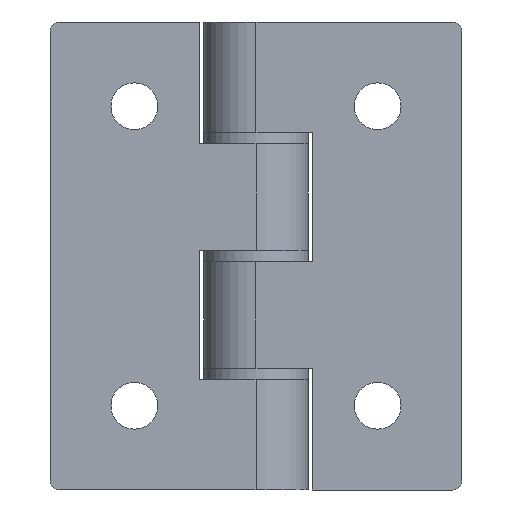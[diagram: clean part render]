
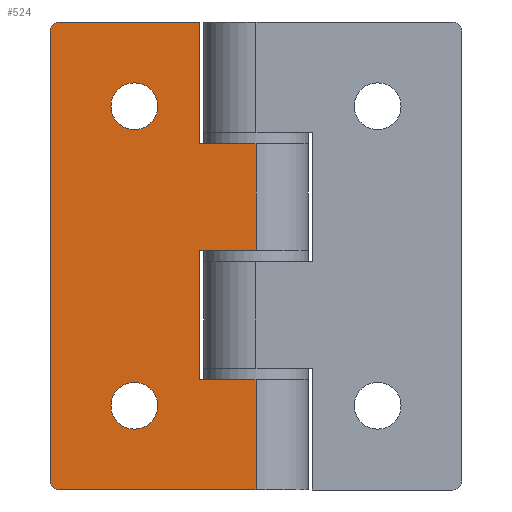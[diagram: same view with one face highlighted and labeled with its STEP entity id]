
A CAD part, front view. The second image highlights one B-rep face of the part: STEP entity #524.
In plain terms, the highlighted planar face has unit normal (0, -1, 0).
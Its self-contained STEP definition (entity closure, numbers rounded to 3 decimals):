
#60=FACE_BOUND('',#153,.T.);
#61=FACE_BOUND('',#154,.T.);
#76=PLANE('',#584);
#108=FACE_OUTER_BOUND('',#152,.T.);
#152=EDGE_LOOP('',(#453,#454,#455,#456,#457,#458,#459,#460,#461,#462,#463,
#464));
#153=EDGE_LOOP('',(#465));
#154=EDGE_LOOP('',(#466));
#178=LINE('',#832,#209);
#180=LINE('',#840,#211);
#189=LINE('',#875,#220);
#191=LINE('',#879,#222);
#192=LINE('',#886,#223);
#194=LINE('',#893,#225);
#196=LINE('',#900,#227);
#197=LINE('',#902,#228);
#198=LINE('',#909,#229);
#199=LINE('',#910,#230);
#209=VECTOR('',#650,48.);
#211=VECTOR('',#660,21.);
#220=VECTOR('',#693,13.8);
#222=VECTOR('',#697,6.);
#223=VECTOR('',#706,6.);
#225=VECTOR('',#712,6.);
#227=VECTOR('',#720,13.);
#228=VECTOR('',#723,11.8);
#229=VECTOR('',#734,11.4);
#230=VECTOR('',#735,15.);
#238=CIRCLE('',#551,1.);
#239=CIRCLE('',#554,1.);
#244=CIRCLE('',#563,2.5);
#246=CIRCLE('',#567,2.5);
#270=VERTEX_POINT('',#824);
#271=VERTEX_POINT('',#826);
#272=VERTEX_POINT('',#830);
#273=VERTEX_POINT('',#834);
#274=VERTEX_POINT('',#838);
#284=VERTEX_POINT('',#863);
#286=VERTEX_POINT('',#869);
#287=VERTEX_POINT('',#872);
#288=VERTEX_POINT('',#874);
#289=VERTEX_POINT('',#878);
#291=VERTEX_POINT('',#884);
#293=VERTEX_POINT('',#890);
#294=VERTEX_POINT('',#892);
#296=VERTEX_POINT('',#898);
#319=EDGE_CURVE('',#270,#271,#238,.T.);
#322=EDGE_CURVE('',#270,#272,#178,.T.);
#324=EDGE_CURVE('',#273,#272,#239,.T.);
#326=EDGE_CURVE('',#274,#273,#180,.T.);
#337=EDGE_CURVE('',#284,#284,#244,.T.);
#339=EDGE_CURVE('',#286,#286,#246,.T.);
#341=EDGE_CURVE('',#288,#287,#189,.T.);
#343=EDGE_CURVE('',#289,#288,#191,.T.);
#347=EDGE_CURVE('',#287,#291,#192,.T.);
#350=EDGE_CURVE('',#294,#293,#194,.T.);
#354=EDGE_CURVE('',#293,#296,#196,.T.);
#355=EDGE_CURVE('',#289,#274,#197,.T.);
#357=EDGE_CURVE('',#294,#291,#198,.T.);
#358=EDGE_CURVE('',#296,#271,#199,.T.);
#453=ORIENTED_EDGE('',*,*,#324,.F.);
#454=ORIENTED_EDGE('',*,*,#326,.F.);
#455=ORIENTED_EDGE('',*,*,#355,.F.);
#456=ORIENTED_EDGE('',*,*,#343,.T.);
#457=ORIENTED_EDGE('',*,*,#341,.T.);
#458=ORIENTED_EDGE('',*,*,#347,.T.);
#459=ORIENTED_EDGE('',*,*,#357,.F.);
#460=ORIENTED_EDGE('',*,*,#350,.T.);
#461=ORIENTED_EDGE('',*,*,#354,.T.);
#462=ORIENTED_EDGE('',*,*,#358,.T.);
#463=ORIENTED_EDGE('',*,*,#319,.F.);
#464=ORIENTED_EDGE('',*,*,#322,.T.);
#465=ORIENTED_EDGE('',*,*,#337,.T.);
#466=ORIENTED_EDGE('',*,*,#339,.T.);
#524=ADVANCED_FACE('',(#108,#60,#61),#76,.T.);
#551=AXIS2_PLACEMENT_3D('',#827,#644,#645);
#554=AXIS2_PLACEMENT_3D('',#836,#654,#655);
#563=AXIS2_PLACEMENT_3D('',#864,#680,#681);
#567=AXIS2_PLACEMENT_3D('',#870,#688,#689);
#584=AXIS2_PLACEMENT_3D('',#908,#732,#733);
#644=DIRECTION('center_axis',(0.,1.,0.));
#645=DIRECTION('ref_axis',(-0.707,0.,0.707));
#650=DIRECTION('',(0.,0.,-1.));
#654=DIRECTION('center_axis',(0.,1.,0.));
#655=DIRECTION('ref_axis',(-0.707,0.,-0.707));
#660=DIRECTION('',(-1.,0.,0.));
#680=DIRECTION('center_axis',(0.,1.,0.));
#681=DIRECTION('ref_axis',(1.,0.,0.));
#688=DIRECTION('center_axis',(0.,1.,0.));
#689=DIRECTION('ref_axis',(1.,0.,0.));
#693=DIRECTION('',(0.,0.,1.));
#697=DIRECTION('',(-1.,0.,0.));
#706=DIRECTION('',(1.,0.,0.));
#712=DIRECTION('',(-1.,0.,0.));
#720=DIRECTION('',(0.,0.,1.));
#723=DIRECTION('',(0.,0.,-1.));
#732=DIRECTION('center_axis',(0.,-1.,0.));
#733=DIRECTION('ref_axis',(-1.,0.,0.));
#734=DIRECTION('',(0.,0.,-1.));
#735=DIRECTION('',(-1.,0.,0.));
#824=CARTESIAN_POINT('',(-22.,0.,-1.));
#826=CARTESIAN_POINT('',(-21.,0.,0.));
#827=CARTESIAN_POINT('Origin',(-21.,0.,-1.));
#830=CARTESIAN_POINT('',(-22.,0.,-49.));
#832=CARTESIAN_POINT('',(-22.,0.,0.));
#834=CARTESIAN_POINT('',(-21.,0.,-50.));
#836=CARTESIAN_POINT('Origin',(-21.,0.,-49.));
#838=CARTESIAN_POINT('',(0.,0.,-50.));
#840=CARTESIAN_POINT('',(0.,0.,-50.));
#863=CARTESIAN_POINT('',(-15.5,0.,-41.));
#864=CARTESIAN_POINT('Origin',(-13.,0.,-41.));
#869=CARTESIAN_POINT('',(-15.5,0.,-9.));
#870=CARTESIAN_POINT('Origin',(-13.,0.,-9.));
#872=CARTESIAN_POINT('',(-6.,0.,-24.4));
#874=CARTESIAN_POINT('',(-6.,0.,-38.2));
#875=CARTESIAN_POINT('',(-6.,0.,-19.1));
#878=CARTESIAN_POINT('',(0.,0.,-38.2));
#879=CARTESIAN_POINT('',(4.5,0.,-38.2));
#884=CARTESIAN_POINT('',(0.,0.,-24.4));
#886=CARTESIAN_POINT('',(-3.,0.,-24.4));
#890=CARTESIAN_POINT('',(-6.,0.,-13.));
#892=CARTESIAN_POINT('',(0.,0.,-13.));
#893=CARTESIAN_POINT('',(4.5,0.,-13.));
#898=CARTESIAN_POINT('',(-6.,0.,0.));
#900=CARTESIAN_POINT('',(-6.,0.,-6.5));
#902=CARTESIAN_POINT('',(0.,0.,0.));
#908=CARTESIAN_POINT('Origin',(0.,0.,0.));
#909=CARTESIAN_POINT('',(0.,0.,0.));
#910=CARTESIAN_POINT('',(0.,0.,0.));
